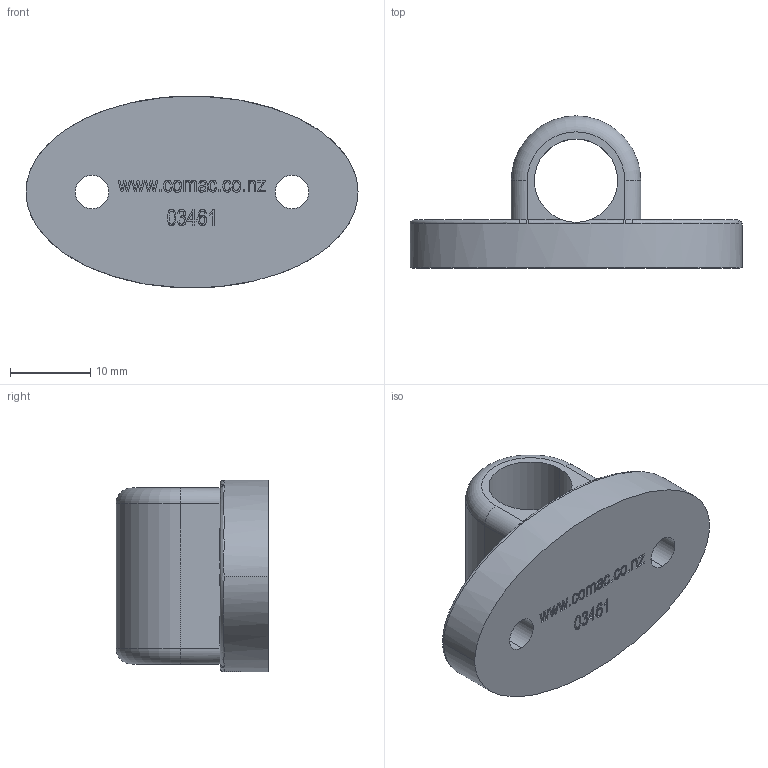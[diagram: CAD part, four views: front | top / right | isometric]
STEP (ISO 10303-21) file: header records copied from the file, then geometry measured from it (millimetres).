
FILE_DESCRIPTION (( 'STEP AP214' ), '1' );
FILE_NAME ('03461-Rod Guide Anti Rattle Black Plastic 10mm.STEP', '2018-09-07T01:35:51', ( '' ), ( '' ), 'SwSTEP 2.0', 'SolidWorks 2018', '' );
FILE_SCHEMA (( 'AUTOMOTIVE_DESIGN' ));
Length unit declared in the file: millimetre
Products named in the file (1): 03461-Rod Guide Anti Rattle Black Plastic 10mm
Bounding box: 41.5 x 19 x 23.95 mm (x, y, z)
Volume: 6603.7 mm3; surface area: 3584.1 mm2
Topology: 1 solids, 1 shells, 300 faces, 806 edges, 532 vertices
Faces by surface type: plane 168, bspline 119, cylinder 11, torus 2
Entity records: 15782 total; most frequent: CARTESIAN_POINT 9012, ORIENTED_EDGE 1612, DIRECTION 978, EDGE_CURVE 806, VERTEX_POINT 532, LINE 530, VECTOR 530, EDGE_LOOP 330
